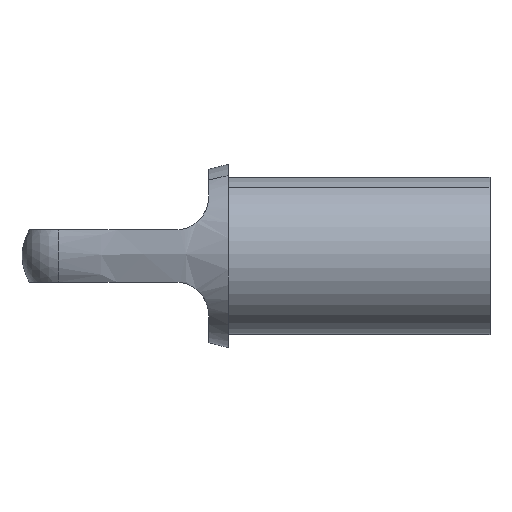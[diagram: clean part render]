
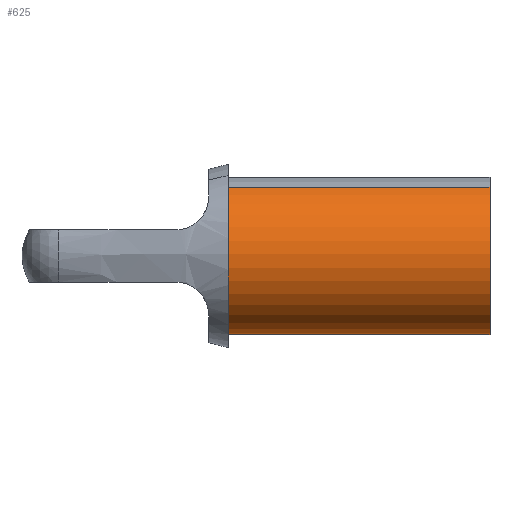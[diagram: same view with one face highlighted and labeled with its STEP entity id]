
A CAD part, front view. The second image highlights one B-rep face of the part: STEP entity #625.
In plain terms, the highlighted cylindrical face has radius 12 mm (diameter 24 mm), a partial arc.
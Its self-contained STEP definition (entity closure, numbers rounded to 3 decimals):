
#564=CARTESIAN_POINT('Vertex',(64.,5.753,-10.531)) ;
#566=CARTESIAN_POINT('Vertex',(64.,-5.753,10.531)) ;
#569=CARTESIAN_POINT('Axis2P3D Location',(64.,0.,0.)) ;
#583=CARTESIAN_POINT('Axis2P3D Location',(28.25,0.,0.)) ;
#588=CARTESIAN_POINT('Line Origine',(44.,-5.753,10.531)) ;
#592=CARTESIAN_POINT('Vertex',(24.,-5.753,10.531)) ;
#595=CARTESIAN_POINT('Line Origine',(44.,5.753,-10.531)) ;
#599=CARTESIAN_POINT('Vertex',(24.,5.753,-10.531)) ;
#614=CARTESIAN_POINT('Axis2P3D Location',(24.,0.,0.)) ;
#570=DIRECTION('Axis2P3D Direction',(1.,0.,0.)) ;
#584=DIRECTION('Axis2P3D Direction',(1.,0.,0.)) ;
#585=DIRECTION('Axis2P3D XDirection',(0.,-0.479,0.878)) ;
#589=DIRECTION('Vector Direction',(1.,0.,0.)) ;
#596=DIRECTION('Vector Direction',(1.,0.,0.)) ;
#615=DIRECTION('Axis2P3D Direction',(1.,0.,0.)) ;
#571=AXIS2_PLACEMENT_3D('Circle Axis2P3D',#569,#570,$) ;
#586=AXIS2_PLACEMENT_3D('Cylinder Axis2P3D',#583,#584,#585) ;
#616=AXIS2_PLACEMENT_3D('Circle Axis2P3D',#614,#615,$) ;
#620=ORIENTED_EDGE('',*,*,#601,.T.) ;
#621=ORIENTED_EDGE('',*,*,#573,.F.) ;
#622=ORIENTED_EDGE('',*,*,#594,.F.) ;
#623=ORIENTED_EDGE('',*,*,#618,.T.) ;
#590=VECTOR('Line Direction',#589,1.) ;
#597=VECTOR('Line Direction',#596,1.) ;
#625=ADVANCED_FACE('Corps principal',(#624),#587,.T.) ;
#572=CIRCLE('generated circle',#571,12.) ;
#617=CIRCLE('generated circle',#616,12.) ;
#587=CYLINDRICAL_SURFACE('generated cylinder',#586,12.) ;
#573=EDGE_CURVE('',#567,#565,#572,.T.) ;
#594=EDGE_CURVE('',#593,#567,#591,.T.) ;
#601=EDGE_CURVE('',#600,#565,#598,.T.) ;
#618=EDGE_CURVE('',#593,#600,#617,.T.) ;
#619=EDGE_LOOP('',(#620,#621,#622,#623)) ;
#624=FACE_OUTER_BOUND('',#619,.T.) ;
#591=LINE('Line',#588,#590) ;
#598=LINE('Line',#595,#597) ;
#565=VERTEX_POINT('',#564) ;
#567=VERTEX_POINT('',#566) ;
#593=VERTEX_POINT('',#592) ;
#600=VERTEX_POINT('',#599) ;
